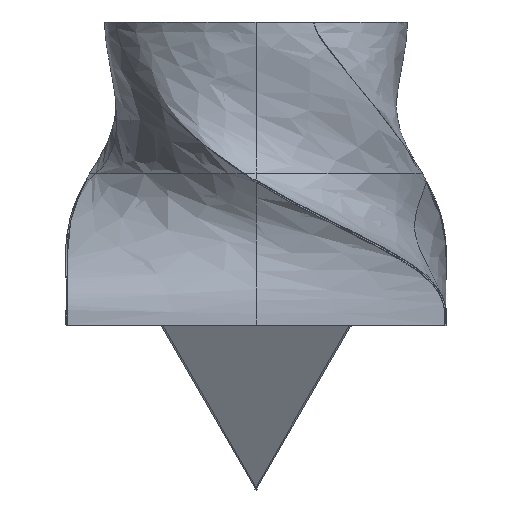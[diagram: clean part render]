
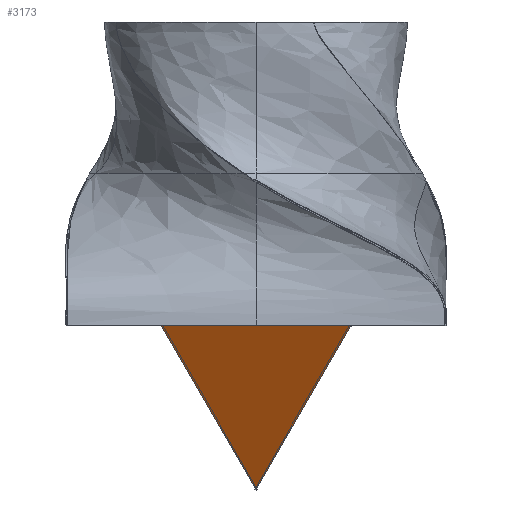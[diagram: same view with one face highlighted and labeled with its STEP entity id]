
A CAD part, top view. The second image highlights one B-rep face of the part: STEP entity #3173.
In plain terms, the highlighted planar face has unit normal (0, -0.5, 0.866).
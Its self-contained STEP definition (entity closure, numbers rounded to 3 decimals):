
#401=FACE_OUTER_BOUND('',#609,.T.);
#609=EDGE_LOOP('',(#2898,#2899,#2900));
#1087=LINE('',#17182,#1171);
#1088=LINE('',#17184,#1172);
#1089=LINE('',#17185,#1173);
#1171=VECTOR('',#3448,10.);
#1172=VECTOR('',#3449,10.);
#1173=VECTOR('',#3450,10.);
#1470=VERTEX_POINT('',#17180);
#1471=VERTEX_POINT('',#17181);
#1472=VERTEX_POINT('',#17183);
#1947=EDGE_CURVE('',#1470,#1471,#1087,.T.);
#1948=EDGE_CURVE('',#1472,#1471,#1088,.T.);
#1949=EDGE_CURVE('',#1472,#1470,#1089,.T.);
#2898=ORIENTED_EDGE('',*,*,#1947,.T.);
#2899=ORIENTED_EDGE('',*,*,#1948,.F.);
#2900=ORIENTED_EDGE('',*,*,#1949,.T.);
#2965=PLANE('',#3258);
#3173=ADVANCED_FACE('',(#401),#2965,.T.);
#3258=AXIS2_PLACEMENT_3D('',#17179,#3446,#3447);
#3446=DIRECTION('center_axis',(0.,-0.5,0.866));
#3447=DIRECTION('ref_axis',(-1.,0.,0.));
#3448=DIRECTION('',(0.447,-0.775,-0.447));
#3449=DIRECTION('',(-0.447,-0.775,-0.447));
#3450=DIRECTION('',(-1.,0.,0.));
#17179=CARTESIAN_POINT('Origin',(-197.5,0.,197.5));
#17180=CARTESIAN_POINT('',(-197.5,0.,197.5));
#17181=CARTESIAN_POINT('',(0.,-342.08,0.));
#17182=CARTESIAN_POINT('',(-158.,-68.416,158.));
#17183=CARTESIAN_POINT('',(197.5,0.,197.5));
#17184=CARTESIAN_POINT('',(158.,-68.416,158.));
#17185=CARTESIAN_POINT('',(-98.75,0.,197.5));
